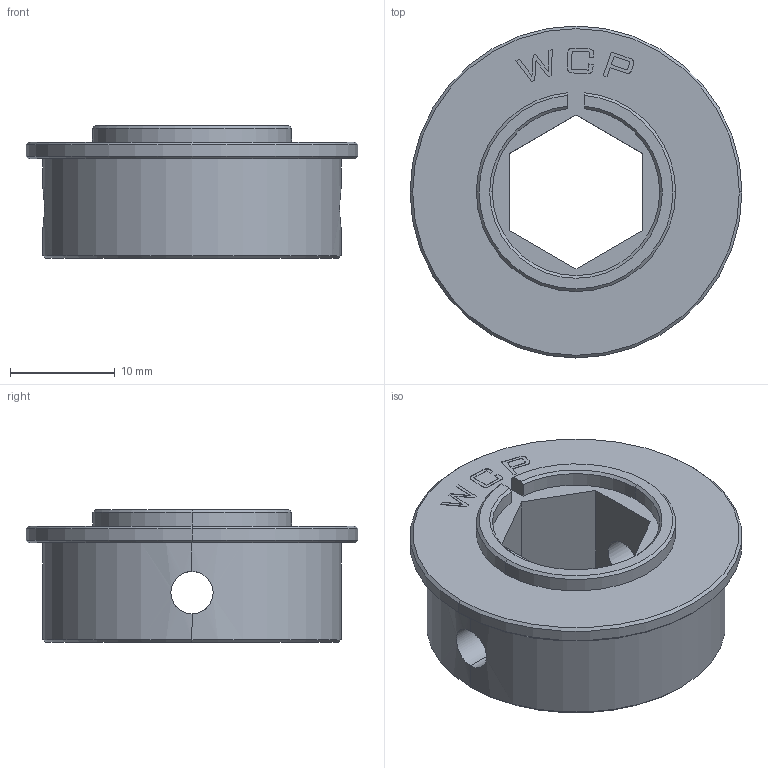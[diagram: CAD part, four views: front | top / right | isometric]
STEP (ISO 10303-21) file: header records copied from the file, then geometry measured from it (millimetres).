
FILE_DESCRIPTION (( 'STEP AP214' ), '1' );
FILE_NAME ('WCP-1238 Rev1.step', '2024-01-06T01:12:23', ( '' ), ( '' ), 'SwSTEP 2.0', 'SolidWorks 2022', '' );
FILE_SCHEMA (( 'AUTOMOTIVE_DESIGN' ));
Length unit declared in the file: inch
Products named in the file (1): WCP-1238 Rev1
Bounding box: 31.75 x 31.75 x 12.7 mm (x, y, z)
Volume: 5704.7 mm3; surface area: 3069.2 mm2
Topology: 1 solids, 1 shells, 85 faces, 223 edges, 144 vertices
Faces by surface type: plane 50, cylinder 14, cone 12, bspline 9
Entity records: 3255 total; most frequent: CARTESIAN_POINT 1102, ORIENTED_EDGE 446, DIRECTION 387, EDGE_CURVE 223, VECTOR 161, LINE 161, VERTEX_POINT 144, AXIS2_PLACEMENT_3D 113
